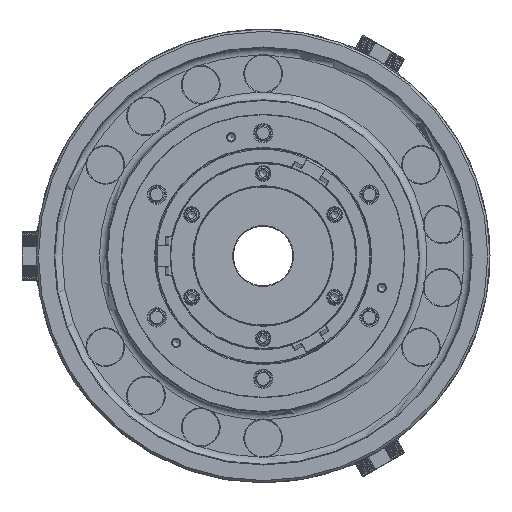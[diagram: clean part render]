
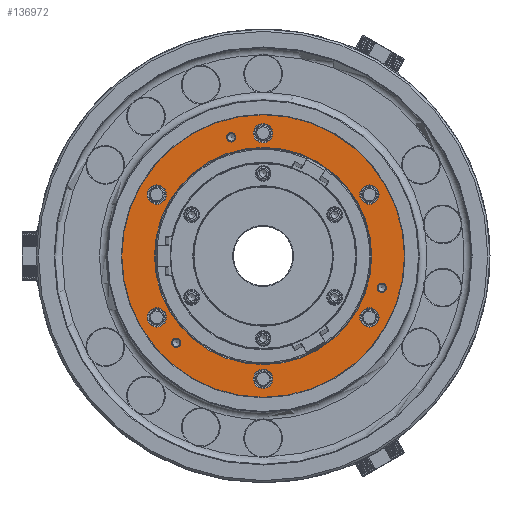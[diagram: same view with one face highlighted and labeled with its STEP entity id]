
A CAD part, left-side view. The second image highlights one B-rep face of the part: STEP entity #136972.
In plain terms, the highlighted planar face has unit normal (-1, 0, 0).
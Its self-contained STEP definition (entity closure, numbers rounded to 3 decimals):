
#2057=CIRCLE('',#141908,190.);
#2061=CIRCLE('',#141921,12.999);
#2075=CIRCLE('',#141951,12.999);
#2115=CIRCLE('',#142022,12.999);
#2148=CIRCLE('',#142090,6.253);
#2153=CIRCLE('',#142100,6.253);
#2158=CIRCLE('',#142110,6.253);
#2171=CIRCLE('',#142137,146.);
#2198=CIRCLE('',#142198,12.999);
#2219=CIRCLE('',#142241,12.999);
#2227=CIRCLE('',#142262,12.999);
#32852=ORIENTED_EDGE('',*,*,#46243,.F.);
#32853=ORIENTED_EDGE('',*,*,#46277,.T.);
#32854=ORIENTED_EDGE('',*,*,#46573,.T.);
#32855=ORIENTED_EDGE('',*,*,#46556,.F.);
#32856=ORIENTED_EDGE('',*,*,#46517,.F.);
#32857=ORIENTED_EDGE('',*,*,#46351,.T.);
#32858=ORIENTED_EDGE('',*,*,#46221,.F.);
#32859=ORIENTED_EDGE('',*,*,#46464,.T.);
#32860=ORIENTED_EDGE('',*,*,#46430,.F.);
#32861=ORIENTED_EDGE('',*,*,#46435,.F.);
#32862=ORIENTED_EDGE('',*,*,#46440,.F.);
#46221=EDGE_CURVE('',#57019,#57019,#2057,.T.);
#46243=EDGE_CURVE('',#57029,#57029,#2061,.T.);
#46277=EDGE_CURVE('',#57049,#57049,#2075,.T.);
#46351=EDGE_CURVE('',#57091,#57091,#2115,.T.);
#46430=EDGE_CURVE('',#57142,#57142,#2148,.T.);
#46435=EDGE_CURVE('',#57148,#57148,#2153,.T.);
#46440=EDGE_CURVE('',#57154,#57154,#2158,.T.);
#46464=EDGE_CURVE('',#57166,#57166,#2171,.T.);
#46517=EDGE_CURVE('',#57190,#57190,#2198,.T.);
#46556=EDGE_CURVE('',#57209,#57209,#2219,.T.);
#46573=EDGE_CURVE('',#57218,#57218,#2227,.T.);
#57019=VERTEX_POINT('',#197000);
#57029=VERTEX_POINT('',#197038);
#57049=VERTEX_POINT('',#197114);
#57091=VERTEX_POINT('',#197297);
#57142=VERTEX_POINT('',#197494);
#57148=VERTEX_POINT('',#197510);
#57154=VERTEX_POINT('',#197526);
#57166=VERTEX_POINT('',#197606);
#57190=VERTEX_POINT('',#197725);
#57209=VERTEX_POINT('',#197815);
#57218=VERTEX_POINT('',#197860);
#89805=EDGE_LOOP('',(#32852));
#89806=EDGE_LOOP('',(#32853));
#89807=EDGE_LOOP('',(#32854));
#89808=EDGE_LOOP('',(#32855));
#89809=EDGE_LOOP('',(#32856));
#89810=EDGE_LOOP('',(#32857));
#89811=EDGE_LOOP('',(#32858));
#89812=EDGE_LOOP('',(#32859));
#89813=EDGE_LOOP('',(#32860));
#89814=EDGE_LOOP('',(#32861));
#89815=EDGE_LOOP('',(#32862));
#95203=FACE_BOUND('',#89805,.T.);
#95204=FACE_BOUND('',#89806,.T.);
#95205=FACE_BOUND('',#89807,.T.);
#95206=FACE_BOUND('',#89808,.T.);
#95207=FACE_BOUND('',#89809,.T.);
#95208=FACE_BOUND('',#89810,.T.);
#95209=FACE_BOUND('',#89811,.T.);
#95210=FACE_BOUND('',#89812,.T.);
#95211=FACE_BOUND('',#89813,.T.);
#95212=FACE_BOUND('',#89814,.T.);
#95213=FACE_BOUND('',#89815,.T.);
#99382=PLANE('',#143088);
#136972=ADVANCED_FACE('',(#95203,#95204,#95205,#95206,#95207,#95208,#95209,
#95210,#95211,#95212,#95213),#99382,.T.);
#141908=AXIS2_PLACEMENT_3D('',#196999,#164572,#164573);
#141921=AXIS2_PLACEMENT_3D('',#197037,#164613,#164614);
#141951=AXIS2_PLACEMENT_3D('',#197113,#164687,#164688);
#142022=AXIS2_PLACEMENT_3D('',#197296,#164847,#164848);
#142090=AXIS2_PLACEMENT_3D('',#197493,#165017,#165018);
#142100=AXIS2_PLACEMENT_3D('',#197509,#165037,#165038);
#142110=AXIS2_PLACEMENT_3D('',#197525,#165057,#165058);
#142137=AXIS2_PLACEMENT_3D('',#197605,#165113,#165114);
#142198=AXIS2_PLACEMENT_3D('',#197724,#165257,#165258);
#142241=AXIS2_PLACEMENT_3D('',#197814,#165355,#165356);
#142262=AXIS2_PLACEMENT_3D('',#197859,#165404,#165405);
#143088=AXIS2_PLACEMENT_3D('',#201166,#168520,#168521);
#164572=DIRECTION('',(1.,0.,0.));
#164573=DIRECTION('',(0.,0.,-1.));
#164613=DIRECTION('',(-1.,0.,0.));
#164614=DIRECTION('',(0.,0.,1.));
#164687=DIRECTION('',(1.,0.,0.));
#164688=DIRECTION('',(0.,-0.866,0.5));
#164847=DIRECTION('',(1.,0.,0.));
#164848=DIRECTION('',(0.,0.866,0.5));
#165017=DIRECTION('',(-1.,0.,0.));
#165018=DIRECTION('',(0.,0.,1.));
#165037=DIRECTION('',(-1.,0.,0.));
#165038=DIRECTION('',(0.,0.,1.));
#165057=DIRECTION('',(-1.,0.,0.));
#165058=DIRECTION('',(0.,0.,1.));
#165113=DIRECTION('',(1.,0.,0.));
#165114=DIRECTION('',(0.,0.,-1.));
#165257=DIRECTION('',(-1.,0.,0.));
#165258=DIRECTION('',(0.,0.866,-0.5));
#165355=DIRECTION('',(-1.,0.,0.));
#165356=DIRECTION('',(0.,-0.866,-0.5));
#165404=DIRECTION('',(1.,0.,0.));
#165405=DIRECTION('',(0.,0.,-1.));
#168520=DIRECTION('',(-1.,0.,0.));
#168521=DIRECTION('',(0.,0.,1.));
#196999=CARTESIAN_POINT('',(-143.,0.,0.));
#197000=CARTESIAN_POINT('',(-143.,0.,-190.));
#197037=CARTESIAN_POINT('',(-143.,142.981,-82.55));
#197038=CARTESIAN_POINT('',(-143.,142.981,-69.551));
#197113=CARTESIAN_POINT('',(-143.,0.,-165.1));
#197114=CARTESIAN_POINT('',(-143.,-11.257,-158.601));
#197296=CARTESIAN_POINT('',(-143.,-142.981,82.55));
#197297=CARTESIAN_POINT('',(-143.,-131.723,89.05));
#197493=CARTESIAN_POINT('',(-143.,116.743,-116.743));
#197494=CARTESIAN_POINT('',(-143.,116.743,-110.49));
#197509=CARTESIAN_POINT('',(-143.,-159.474,-42.731));
#197510=CARTESIAN_POINT('',(-143.,-159.474,-36.478));
#197525=CARTESIAN_POINT('',(-143.,42.731,159.474));
#197526=CARTESIAN_POINT('',(-143.,42.731,165.727));
#197605=CARTESIAN_POINT('',(-143.,0.,0.));
#197606=CARTESIAN_POINT('',(-143.,0.,-146.));
#197724=CARTESIAN_POINT('',(-143.,-142.981,-82.55));
#197725=CARTESIAN_POINT('',(-143.,-131.723,-89.05));
#197814=CARTESIAN_POINT('',(-143.,0.,165.1));
#197815=CARTESIAN_POINT('',(-143.,-11.257,158.601));
#197859=CARTESIAN_POINT('',(-143.,142.981,82.55));
#197860=CARTESIAN_POINT('',(-143.,142.981,69.551));
#201166=CARTESIAN_POINT('',(-143.,91.5,-158.483));
